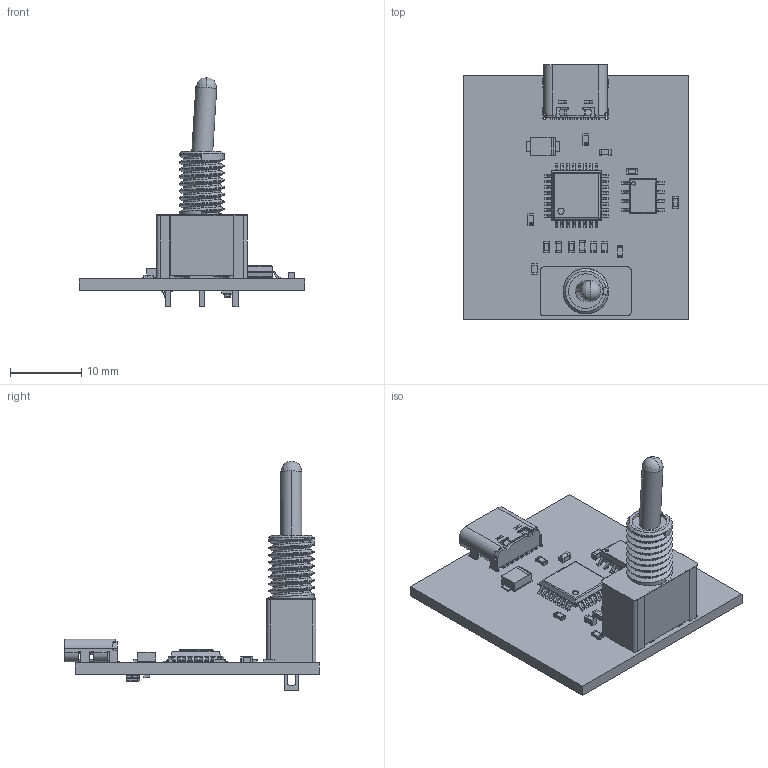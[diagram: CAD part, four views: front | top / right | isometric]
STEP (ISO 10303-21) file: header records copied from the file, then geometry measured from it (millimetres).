
FILE_DESCRIPTION(('KiCad electronic assembly'),'2;1');
FILE_NAME('turnsignals.step','2026-02-01T16:04:27',('Pcbnew'),('Kicad'), 'Open CASCADE STEP processor 7.8','KiCad to STEP converter','Unknown' );
FILE_SCHEMA(('AUTOMOTIVE_DESIGN { 1 0 10303 214 1 1 1 1 }'));
Length unit declared in the file: millimetre
Products named in the file (18): turnsignals 1; R_0603_1608Metric; C_0603_1608Metric; SMA6L5.0A_TR13; ASSEMBLY; MCP1726-3302E_SNVAO; STM32F042K6T6; TYPE-C_16PIN_2MD__073_; TYPE-C 16PIN 2MD -073; 1MS1T1B1M1QES; toggle_switch_1ms1t1b1m1qes; RCLAMP0502BATCT; turnsignals_PCB
Assembly tree (30 placements, depth 3):
  turnsignals 1
    R_0603_1608Metric  x7
      R_0603_1608Metric
    C_0603_1608Metric  x7
      C_0603_1608Metric
    SMA6L5.0A_TR13
      ASSEMBLY
    MCP1726-3302E_SNVAO
      ASSEMBLY
    STM32F042K6T6
      ASSEMBLY
    TYPE-C_16PIN_2MD__073_
      TYPE-C 16PIN 2MD -073
    1MS1T1B1M1QES
      toggle_switch_1ms1t1b1m1qes
    RCLAMP0502BATCT  x2
      ASSEMBLY
    turnsignals_PCB
Bounding box: 31.55 x 35.65 x 32.13 mm (x, y, z)
Volume: 3010.3 mm3; surface area: 4564.4 mm2
Topology: 100 solids, 100 shells, 2114 faces, 5372 edges, 3476 vertices
Faces by surface type: plane 1461, cylinder 560, cone 49, bspline 36, torus 4, sphere 4
Full cylindrical faces by diameter (mm): 0.1 x2, 0.487 x1, 0.65 x2, 0.875 x1
Entity records: 61589 total; most frequent: CARTESIAN_POINT 17916, ORIENTED_EDGE 8736, DIRECTION 8475, EDGE_CURVE 4368, LINE 3383, VECTOR 3383, VERTEX_POINT 2832, AXIS2_PLACEMENT_3D 2546
